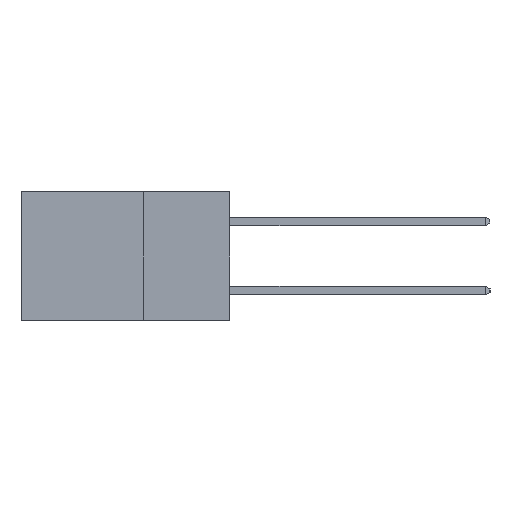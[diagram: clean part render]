
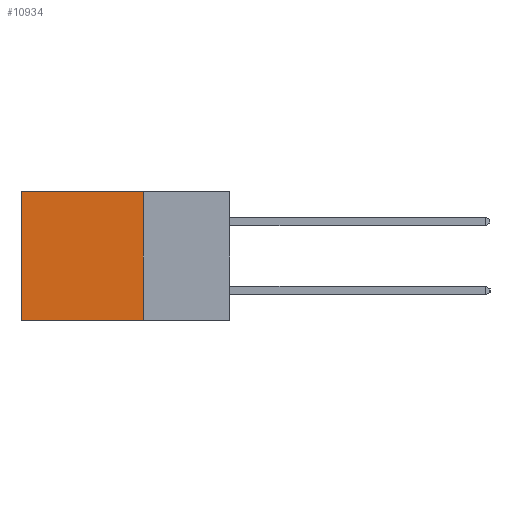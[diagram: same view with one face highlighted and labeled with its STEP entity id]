
A CAD part, left-side view. The second image highlights one B-rep face of the part: STEP entity #10934.
In plain terms, the highlighted planar face has unit normal (-1, 0, 0).
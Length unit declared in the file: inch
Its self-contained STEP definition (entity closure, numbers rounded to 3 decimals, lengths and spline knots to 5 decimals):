
#683 = ORIENTED_EDGE ( 'NONE', *, *, #9774, .F. ) ;
#779 = EDGE_CURVE ( 'NONE', #6939, #9542, #2550, .T. ) ;
#1142 = VECTOR ( 'NONE', #6190, 39.37008 ) ;
#1251 = DIRECTION ( 'NONE',  ( 0., 1., 0. ) ) ;
#1331 = CARTESIAN_POINT ( 'NONE',  ( 0.2615, 0.6, -0.37 ) ) ;
#2271 = VECTOR ( 'NONE', #3897, 39.37008 ) ;
#2527 = FACE_OUTER_BOUND ( 'NONE', #5191, .T. ) ;
#2550 = LINE ( 'NONE', #11413, #10578 ) ;
#2565 = LINE ( 'NONE', #4273, #2271 ) ;
#3897 = DIRECTION ( 'NONE',  ( 0., 1., 0. ) ) ;
#4273 = CARTESIAN_POINT ( 'NONE',  ( 0.2615, 0.25, -0.37 ) ) ;
#4579 = VERTEX_POINT ( 'NONE', #1331 ) ;
#4914 = DIRECTION ( 'NONE',  ( 0., 0., -1. ) ) ;
#4995 = DIRECTION ( 'NONE',  ( 1., 0., 0. ) ) ;
#5083 = PLANE ( 'NONE',  #6669 ) ;
#5191 = EDGE_LOOP ( 'NONE', ( #8928, #683, #6304, #8488 ) ) ;
#5309 = CARTESIAN_POINT ( 'NONE',  ( 0.2615, 0.25, -0.37 ) ) ;
#5993 = CARTESIAN_POINT ( 'NONE',  ( 0.2615, 0.25, -0.37 ) ) ;
#6190 = DIRECTION ( 'NONE',  ( 0., 0., -1. ) ) ;
#6304 = ORIENTED_EDGE ( 'NONE', *, *, #8177, .F. ) ;
#6427 = CARTESIAN_POINT ( 'NONE',  ( 0.2615, 0.6, 0. ) ) ;
#6669 = AXIS2_PLACEMENT_3D ( 'NONE', #5309, #4995, #4914 ) ;
#6686 = CARTESIAN_POINT ( 'NONE',  ( 0.2615, 0.25, 0. ) ) ;
#6939 = VERTEX_POINT ( 'NONE', #6686 ) ;
#8014 = CARTESIAN_POINT ( 'NONE',  ( 0.2615, 0.25, -0.37 ) ) ;
#8164 = LINE ( 'NONE', #5993, #1142 ) ;
#8177 = EDGE_CURVE ( 'NONE', #6939, #9398, #8164, .T. ) ;
#8488 = ORIENTED_EDGE ( 'NONE', *, *, #779, .T. ) ;
#8928 = ORIENTED_EDGE ( 'NONE', *, *, #9214, .T. ) ;
#9214 = EDGE_CURVE ( 'NONE', #9542, #4579, #11266, .T. ) ;
#9398 = VERTEX_POINT ( 'NONE', #8014 ) ;
#9542 = VERTEX_POINT ( 'NONE', #6427 ) ;
#9736 = DIRECTION ( 'NONE',  ( 0., 0., -1. ) ) ;
#9741 = CARTESIAN_POINT ( 'NONE',  ( 0.2615, 0.6, -0.37 ) ) ;
#9774 = EDGE_CURVE ( 'NONE', #9398, #4579, #2565, .T. ) ;
#10578 = VECTOR ( 'NONE', #1251, 39.37008 ) ;
#10934 = ADVANCED_FACE ( 'NONE', ( #2527 ), #5083, .F. ) ;
#11266 = LINE ( 'NONE', #9741, #11545 ) ;
#11413 = CARTESIAN_POINT ( 'NONE',  ( 0.2615, 0.25, 0. ) ) ;
#11545 = VECTOR ( 'NONE', #9736, 39.37008 ) ;
